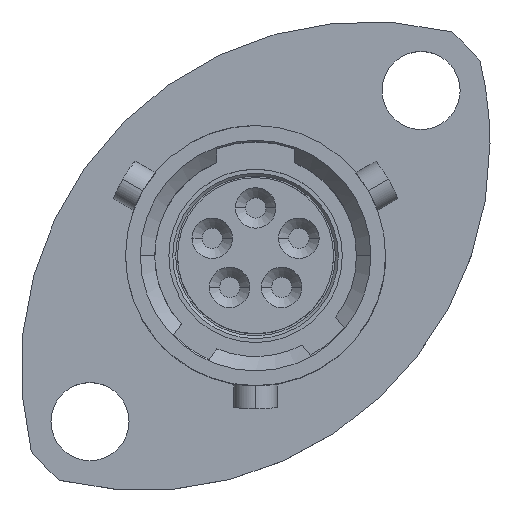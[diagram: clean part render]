
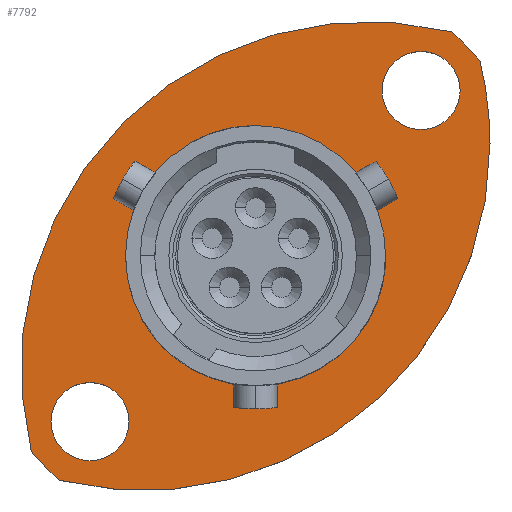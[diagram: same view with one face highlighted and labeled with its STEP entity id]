
A CAD part, top view. The second image highlights one B-rep face of the part: STEP entity #7792.
In plain terms, the highlighted planar face has unit normal (0, 0, 1).
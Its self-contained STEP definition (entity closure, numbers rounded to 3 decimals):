
#359 = VERTEX_POINT ( 'NONE', #3362 ) ;
#1121 = AXIS2_PLACEMENT_3D ( 'NONE', #15100, #11165, #18968 ) ;
#1907 = FACE_BOUND ( 'NONE', #24829, .T. ) ;
#1951 = DIRECTION ( 'NONE',  ( 0., 0., 1. ) ) ;
#2103 = CIRCLE ( 'NONE', #13988, 4.5 ) ;
#2677 = AXIS2_PLACEMENT_3D ( 'NONE', #20189, #16430, #6957 ) ;
#3077 = DIRECTION ( 'NONE',  ( 1., 0., 0. ) ) ;
#3362 = CARTESIAN_POINT ( 'NONE',  ( -4.5, 0., -9. ) ) ;
#3680 = ORIENTED_EDGE ( 'NONE', *, *, #23588, .F. ) ;
#3778 = ORIENTED_EDGE ( 'NONE', *, *, #18705, .F. ) ;
#3839 = FACE_BOUND ( 'NONE', #15704, .T. ) ;
#3949 = DIRECTION ( 'NONE',  ( 1., 0., 0. ) ) ;
#4184 = DIRECTION ( 'NONE',  ( 1., 0., 0. ) ) ;
#4350 = EDGE_CURVE ( 'NONE', #15662, #16376, #18900, .T. ) ;
#4356 = DIRECTION ( 'NONE',  ( 0., 0., -1. ) ) ;
#4412 = DIRECTION ( 'NONE',  ( 1., 0., 0. ) ) ;
#4417 = CARTESIAN_POINT ( 'NONE',  ( -4.378, -5.728, -9. ) ) ;
#4710 = CARTESIAN_POINT ( 'NONE',  ( 7.078, 5.728, -9. ) ) ;
#5335 = EDGE_CURVE ( 'NONE', #6820, #21531, #8774, .T. ) ;
#5494 = AXIS2_PLACEMENT_3D ( 'NONE', #8212, #4356, #15993 ) ;
#5954 = CIRCLE ( 'NONE', #2677, 10.3 ) ;
#6416 = VERTEX_POINT ( 'NONE', #19428 ) ;
#6820 = VERTEX_POINT ( 'NONE', #24122 ) ;
#6957 = DIRECTION ( 'NONE',  ( 1., 0., 0. ) ) ;
#7058 = CARTESIAN_POINT ( 'NONE',  ( 4.5, 0., -9. ) ) ;
#7250 = CIRCLE ( 'NONE', #1121, 1.35 ) ;
#7275 = CARTESIAN_POINT ( 'NONE',  ( -6.774, -7.759, -9. ) ) ;
#7492 = CARTESIAN_POINT ( 'NONE',  ( 3.889, -3.889, -9. ) ) ;
#7629 = ORIENTED_EDGE ( 'NONE', *, *, #15549, .F. ) ;
#7704 = ORIENTED_EDGE ( 'NONE', *, *, #5335, .F. ) ;
#7792 = ADVANCED_FACE ( 'NONE', ( #3839, #19493, #1907, #9773 ), #13344, .F. ) ;
#7818 = DIRECTION ( 'NONE',  ( 0., 0., 1. ) ) ;
#7974 = CARTESIAN_POINT ( 'NONE',  ( 6.774, 7.759, -9. ) ) ;
#8165 = CARTESIAN_POINT ( 'NONE',  ( 0., 0., -9. ) ) ;
#8212 = CARTESIAN_POINT ( 'NONE',  ( 0., 4.5, -9. ) ) ;
#8400 = DIRECTION ( 'NONE',  ( 1., 0., 0. ) ) ;
#8446 = DIRECTION ( 'NONE',  ( 0., 0., 1. ) ) ;
#8568 = VERTEX_POINT ( 'NONE', #7275 ) ;
#8601 = VERTEX_POINT ( 'NONE', #4417 ) ;
#8774 = CIRCLE ( 'NONE', #19821, 12. ) ;
#8842 = EDGE_CURVE ( 'NONE', #21531, #8568, #18669, .T. ) ;
#9071 = CARTESIAN_POINT ( 'NONE',  ( 4.378, 5.728, -9. ) ) ;
#9201 = DIRECTION ( 'NONE',  ( 1., 0., 0. ) ) ;
#9773 = FACE_OUTER_BOUND ( 'NONE', #14058, .T. ) ;
#11165 = DIRECTION ( 'NONE',  ( 0., 0., 1. ) ) ;
#11304 = CARTESIAN_POINT ( 'NONE',  ( 0., 0., -9. ) ) ;
#11553 = AXIS2_PLACEMENT_3D ( 'NONE', #19540, #1951, #8400 ) ;
#12040 = CIRCLE ( 'NONE', #16105, 12. ) ;
#12655 = CARTESIAN_POINT ( 'NONE',  ( -7.078, -5.728, -9. ) ) ;
#12826 = DIRECTION ( 'NONE',  ( 0., 0., 1. ) ) ;
#13204 = DIRECTION ( 'NONE',  ( 1., 0., 0. ) ) ;
#13243 = DIRECTION ( 'NONE',  ( 1., 0., 0. ) ) ;
#13312 = ORIENTED_EDGE ( 'NONE', *, *, #21066, .T. ) ;
#13344 = PLANE ( 'NONE',  #5494 ) ;
#13356 = ORIENTED_EDGE ( 'NONE', *, *, #21745, .F. ) ;
#13765 = CARTESIAN_POINT ( 'NONE',  ( 5.728, 5.728, -9. ) ) ;
#13864 = VERTEX_POINT ( 'NONE', #7974 ) ;
#13988 = AXIS2_PLACEMENT_3D ( 'NONE', #11304, #7818, #3949 ) ;
#14058 = EDGE_LOOP ( 'NONE', ( #13312, #24221, #7704, #24026, #7629 ) ) ;
#14351 = ORIENTED_EDGE ( 'NONE', *, *, #18461, .F. ) ;
#14502 = DIRECTION ( 'NONE',  ( 1., 0., 0. ) ) ;
#15019 = DIRECTION ( 'NONE',  ( 0., 0., -1. ) ) ;
#15100 = CARTESIAN_POINT ( 'NONE',  ( -5.728, -5.728, -9. ) ) ;
#15549 = EDGE_CURVE ( 'NONE', #6416, #13864, #12040, .T. ) ;
#15662 = VERTEX_POINT ( 'NONE', #9071 ) ;
#15704 = EDGE_LOOP ( 'NONE', ( #3680, #13356 ) ) ;
#15792 = DIRECTION ( 'NONE',  ( 0., 0., 1. ) ) ;
#15867 = CIRCLE ( 'NONE', #21665, 1.35 ) ;
#15993 = DIRECTION ( 'NONE',  ( -1., 0., 0. ) ) ;
#16105 = AXIS2_PLACEMENT_3D ( 'NONE', #7492, #22906, #9201 ) ;
#16376 = VERTEX_POINT ( 'NONE', #4710 ) ;
#16430 = DIRECTION ( 'NONE',  ( 0., 0., 1. ) ) ;
#16673 = VERTEX_POINT ( 'NONE', #7058 ) ;
#17286 = ORIENTED_EDGE ( 'NONE', *, *, #4350, .F. ) ;
#17951 = CIRCLE ( 'NONE', #20839, 10.3 ) ;
#18059 = CARTESIAN_POINT ( 'NONE',  ( 8.111, 3.889, -9. ) ) ;
#18072 = CIRCLE ( 'NONE', #21388, 1.35 ) ;
#18461 = EDGE_CURVE ( 'NONE', #359, #16673, #2103, .T. ) ;
#18496 = CIRCLE ( 'NONE', #25053, 4.5 ) ;
#18669 = CIRCLE ( 'NONE', #23583, 12. ) ;
#18705 = EDGE_CURVE ( 'NONE', #16673, #359, #18496, .T. ) ;
#18707 = CARTESIAN_POINT ( 'NONE',  ( 0., 0., -9. ) ) ;
#18900 = CIRCLE ( 'NONE', #11553, 1.35 ) ;
#18968 = DIRECTION ( 'NONE',  ( 1., 0., 0. ) ) ;
#19102 = CARTESIAN_POINT ( 'NONE',  ( -5.728, -5.728, -9. ) ) ;
#19401 = CARTESIAN_POINT ( 'NONE',  ( -3.889, 3.889, -9. ) ) ;
#19428 = CARTESIAN_POINT ( 'NONE',  ( -7.759, -6.774, -9. ) ) ;
#19493 = FACE_BOUND ( 'NONE', #21882, .T. ) ;
#19540 = CARTESIAN_POINT ( 'NONE',  ( 5.728, 5.728, -9. ) ) ;
#19700 = VERTEX_POINT ( 'NONE', #12655 ) ;
#19821 = AXIS2_PLACEMENT_3D ( 'NONE', #20295, #20159, #3077 ) ;
#20159 = DIRECTION ( 'NONE',  ( 0., 0., -1. ) ) ;
#20189 = CARTESIAN_POINT ( 'NONE',  ( 0., 0., -9. ) ) ;
#20295 = CARTESIAN_POINT ( 'NONE',  ( -3.889, 3.889, -9. ) ) ;
#20306 = ORIENTED_EDGE ( 'NONE', *, *, #25032, .F. ) ;
#20839 = AXIS2_PLACEMENT_3D ( 'NONE', #18707, #12826, #14502 ) ;
#21066 = EDGE_CURVE ( 'NONE', #6416, #8568, #5954, .T. ) ;
#21388 = AXIS2_PLACEMENT_3D ( 'NONE', #13765, #15792, #4412 ) ;
#21531 = VERTEX_POINT ( 'NONE', #18059 ) ;
#21665 = AXIS2_PLACEMENT_3D ( 'NONE', #19102, #22970, #13204 ) ;
#21745 = EDGE_CURVE ( 'NONE', #19700, #8601, #7250, .T. ) ;
#21882 = EDGE_LOOP ( 'NONE', ( #20306, #17286 ) ) ;
#22384 = EDGE_CURVE ( 'NONE', #6820, #13864, #17951, .T. ) ;
#22906 = DIRECTION ( 'NONE',  ( 0., 0., -1. ) ) ;
#22970 = DIRECTION ( 'NONE',  ( 0., 0., 1. ) ) ;
#23583 = AXIS2_PLACEMENT_3D ( 'NONE', #19401, #15019, #13243 ) ;
#23588 = EDGE_CURVE ( 'NONE', #8601, #19700, #15867, .T. ) ;
#24026 = ORIENTED_EDGE ( 'NONE', *, *, #22384, .T. ) ;
#24122 = CARTESIAN_POINT ( 'NONE',  ( 7.759, 6.774, -9. ) ) ;
#24221 = ORIENTED_EDGE ( 'NONE', *, *, #8842, .F. ) ;
#24829 = EDGE_LOOP ( 'NONE', ( #3778, #14351 ) ) ;
#25032 = EDGE_CURVE ( 'NONE', #16376, #15662, #18072, .T. ) ;
#25053 = AXIS2_PLACEMENT_3D ( 'NONE', #8165, #8446, #4184 ) ;
